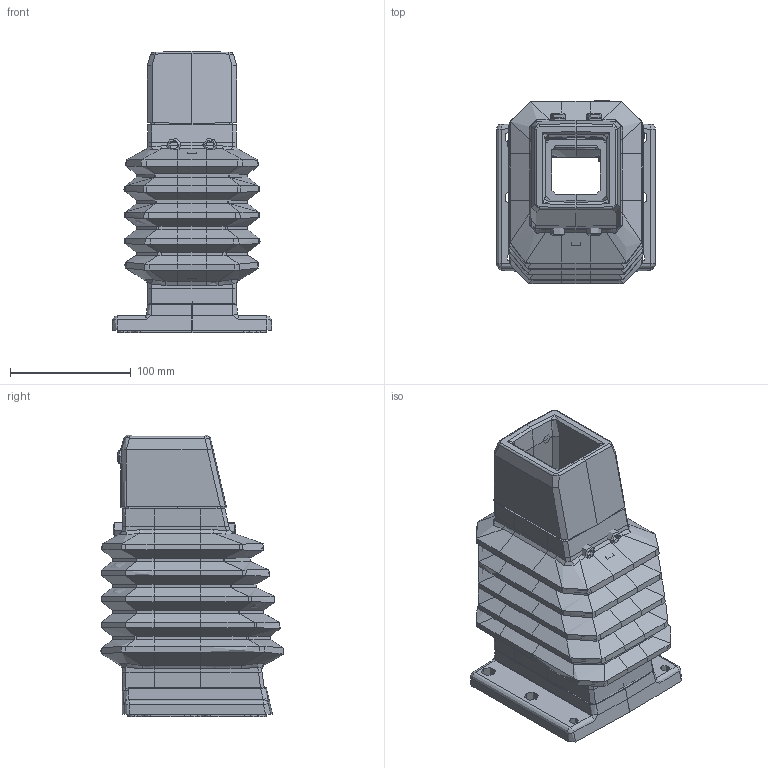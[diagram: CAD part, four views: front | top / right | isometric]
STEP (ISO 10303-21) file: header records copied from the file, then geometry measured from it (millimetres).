
FILE_DESCRIPTION (( 'STEP AP214' ), '1' );
FILE_NAME ('49517000.STEP', '2009-03-24T14:45:53', ( ' ' ), ( '' ), 'SwSTEP 2.0', 'SolidWorks 2008', '' );
FILE_SCHEMA (( 'AUTOMOTIVE_DESIGN' ));
Length unit declared in the file: millimetre
Products named in the file (21): 94651_Standard; 12410_Standard; 12410 _Standard; 82280_Dichtung f黵 Wandgelenkflansch; 94653-montiert_Standard; 92261_Standard; 93113_Standard; 82114_Flachdichtung 1.5°; 83049_Standard; 93209_Standard; 93242_Standard; 93220_Standard; 93265_Standard; 12425_Standard; 84083_Standard; 93099_Standard; 84112_Standard; 12412_Standard; 49517000
Assembly tree (29 placements, depth 3):
  49517000
    12425_Standard
      12425_Standard
    84083_Standard
    94651_Standard  x2
    82280_Dichtung f黵 Wandgelenkflansch
    93265_Standard  x2
    93209_Standard  x2
    93099_Standard  x2
    93220_Standard  x4
    94653-montiert_Standard
    12410 _Standard
      12410_Standard
    83049_Standard  x2
    12412_Standard
      12412_Standard
    93113_Standard  x2
    82114_Flachdichtung 1.5°
    93242_Standard
    84112_Standard
    92261_Standard
Bounding box: 132 x 152.15 x 233.5 mm (x, y, z)
Volume: 771026.6 mm3
Topology: 24 solids, 27 shells, 2272 faces, 5373 edges, 3122 vertices
Faces by surface type: plane 785, bspline 669, cylinder 505, cone 149, torus 143, sphere 21
Entity records: 172553 total; most frequent: CARTESIAN_POINT 90088, ORIENTED_EDGE 18025, DIRECTION 11683, EDGE_CURVE 9014, VERTEX_POINT 5604, VECTOR 5029, LINE 5029, EDGE_LOOP 3805
